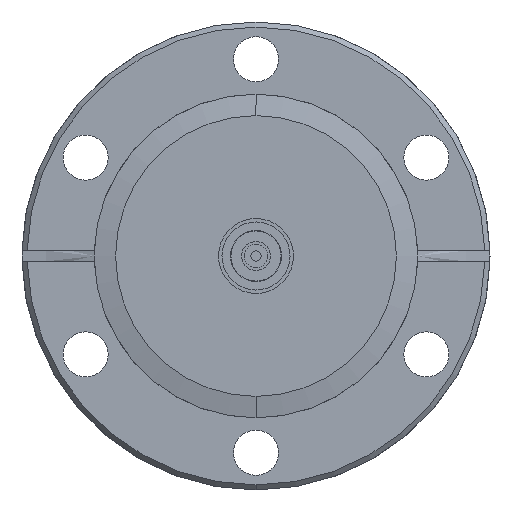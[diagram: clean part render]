
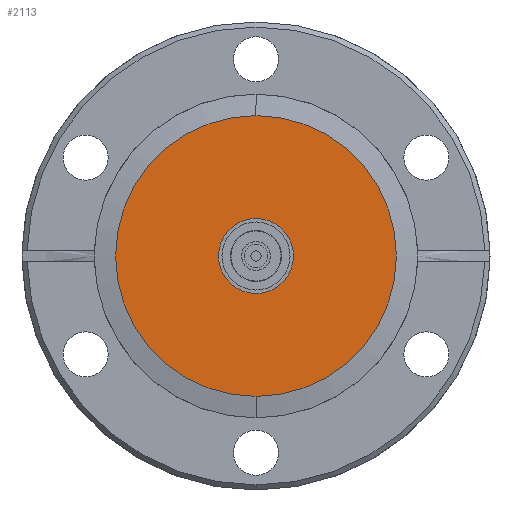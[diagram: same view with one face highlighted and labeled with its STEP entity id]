
A CAD part, front view. The second image highlights one B-rep face of the part: STEP entity #2113.
In plain terms, the highlighted planar face has unit normal (0, -1, 0).
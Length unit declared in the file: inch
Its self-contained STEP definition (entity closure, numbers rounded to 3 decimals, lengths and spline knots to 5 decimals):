
#185 = VERTEX_POINT ( 'NONE', #1143 ) ;
#196 = VERTEX_POINT ( 'NONE', #1131 ) ;
#719 = EDGE_LOOP ( 'NONE', ( #854, #847 ) ) ;
#837 = ORIENTED_EDGE ( 'NONE', *, *, #1797, .T. ) ;
#847 = ORIENTED_EDGE ( 'NONE', *, *, #2325, .T. ) ;
#854 = ORIENTED_EDGE ( 'NONE', *, *, #1799, .T. ) ;
#865 = ORIENTED_EDGE ( 'NONE', *, *, #1788, .T. ) ;
#1007 = EDGE_LOOP ( 'NONE', ( #865, #837 ) ) ;
#1087 = VERTEX_POINT ( 'NONE', #3175 ) ;
#1131 = CARTESIAN_POINT ( 'NONE',  ( 0.19149, 0., 0.10832 ) ) ;
#1143 = CARTESIAN_POINT ( 'NONE',  ( -0.19149, 0., -0.10832 ) ) ;
#1343 = VERTEX_POINT ( 'NONE', #3417 ) ;
#1378 = CIRCLE ( 'NONE', #1505, 0.825 ) ;
#1392 = AXIS2_PLACEMENT_3D ( 'NONE', #3515, #3516, #3517 ) ;
#1453 = CIRCLE ( 'NONE', #1392, 0.22 ) ;
#1454 = CIRCLE ( 'NONE', #1530, 0.22 ) ;
#1505 = AXIS2_PLACEMENT_3D ( 'NONE', #3525, #3526, #3527 ) ;
#1506 = AXIS2_PLACEMENT_3D ( 'NONE', #2873, #2887, #2888 ) ;
#1530 = AXIS2_PLACEMENT_3D ( 'NONE', #3491, #3492, #3493 ) ;
#1788 = EDGE_CURVE ( 'NONE', #196, #185, #1454, .T. ) ;
#1797 = EDGE_CURVE ( 'NONE', #185, #196, #1453, .T. ) ;
#1799 = EDGE_CURVE ( 'NONE', #1087, #1343, #1378, .T. ) ;
#2113 = ADVANCED_FACE ( 'NONE', ( #2884, #2885 ), #2886, .T. ) ;
#2325 = EDGE_CURVE ( 'NONE', #1343, #1087, #3028, .T. ) ;
#2873 = CARTESIAN_POINT ( 'NONE',  ( 0., 0., 0. ) ) ;
#2884 = FACE_BOUND ( 'NONE', #1007, .T. ) ;
#2885 = FACE_OUTER_BOUND ( 'NONE', #719, .T. ) ;
#2886 = PLANE ( 'NONE',  #1506 ) ;
#2887 = DIRECTION ( 'NONE',  ( 0., -1., 0. ) ) ;
#2888 = DIRECTION ( 'NONE',  ( 0.87, 0., 0.492 ) ) ;
#3006 = AXIS2_PLACEMENT_3D ( 'NONE', #3915, #3916, #3917 ) ;
#3028 = CIRCLE ( 'NONE', #3006, 0.825 ) ;
#3175 = CARTESIAN_POINT ( 'NONE',  ( 0., 0., 0.825 ) ) ;
#3417 = CARTESIAN_POINT ( 'NONE',  ( 0., 0., -0.825 ) ) ;
#3491 = CARTESIAN_POINT ( 'NONE',  ( 0., 0., 0. ) ) ;
#3492 = DIRECTION ( 'NONE',  ( 0., 1., 0. ) ) ;
#3493 = DIRECTION ( 'NONE',  ( 0.87, 0., 0.492 ) ) ;
#3515 = CARTESIAN_POINT ( 'NONE',  ( 0., 0., 0. ) ) ;
#3516 = DIRECTION ( 'NONE',  ( 0., 1., 0. ) ) ;
#3517 = DIRECTION ( 'NONE',  ( 0.87, 0., 0.492 ) ) ;
#3525 = CARTESIAN_POINT ( 'NONE',  ( 0., 0., 0. ) ) ;
#3526 = DIRECTION ( 'NONE',  ( 0., -1., 0. ) ) ;
#3527 = DIRECTION ( 'NONE',  ( 0., 0., 1. ) ) ;
#3915 = CARTESIAN_POINT ( 'NONE',  ( 0., 0., 0. ) ) ;
#3916 = DIRECTION ( 'NONE',  ( 0., -1., 0. ) ) ;
#3917 = DIRECTION ( 'NONE',  ( 0., 0., 1. ) ) ;
